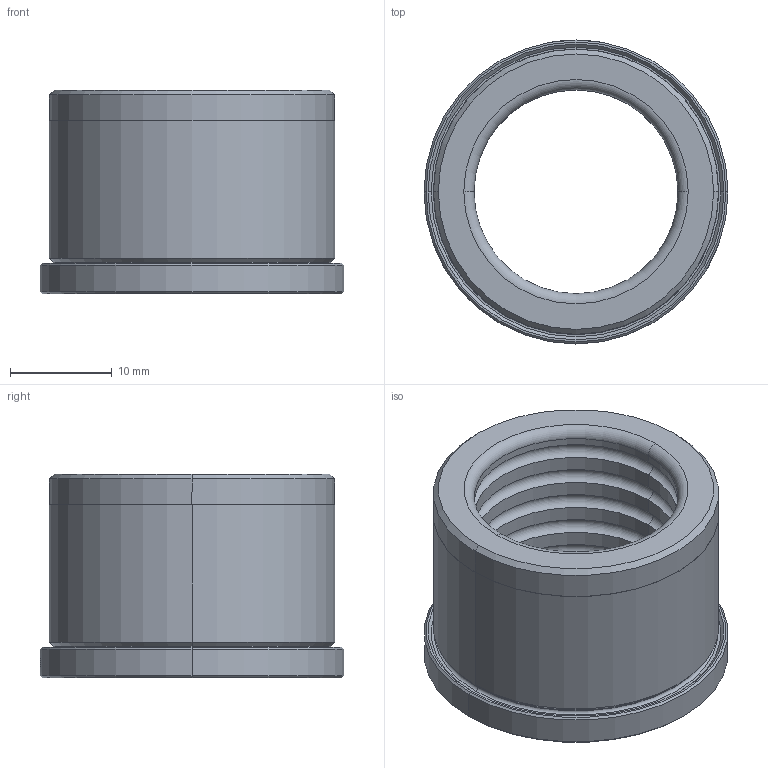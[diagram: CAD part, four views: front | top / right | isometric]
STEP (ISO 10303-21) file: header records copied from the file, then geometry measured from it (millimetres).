
FILE_DESCRIPTION (( 'STEP AP214' ), '1' );
FILE_NAME ('SGHZ-D28-d20-20.step', '2021-07-31T06:14:15', ( 'User' ), ( 'china' ), 'SwSTEP 2.0', 'SolidWorks 2016', '' );
FILE_SCHEMA (( 'AUTOMOTIVE_DESIGN' ));
Length unit declared in the file: millimetre
Products named in the file (1): SGHZ-D28-d20-20
Bounding box: 29.8 x 29.8 x 20 mm (x, y, z)
Volume: 5882.6 mm3; surface area: 4094.9 mm2
Topology: 1 solids, 1 shells, 75 faces, 164 edges, 96 vertices
Faces by surface type: cylinder 34, torus 18, plane 13, cone 10
Entity records: 2230 total; most frequent: CARTESIAN_POINT 540, DIRECTION 374, ORIENTED_EDGE 328, EDGE_CURVE 164, AXIS2_PLACEMENT_3D 158, VERTEX_POINT 96, CIRCLE 82, EDGE_LOOP 82
